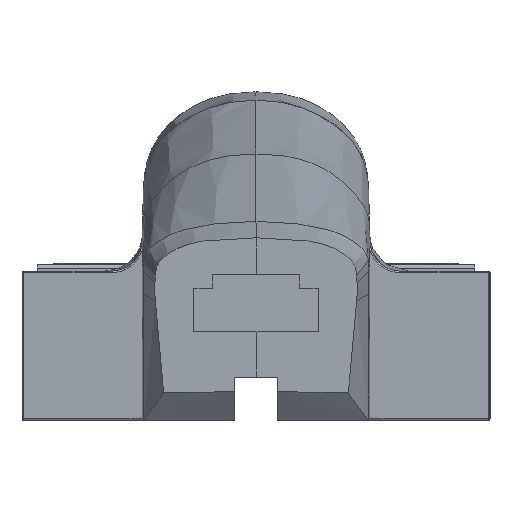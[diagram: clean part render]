
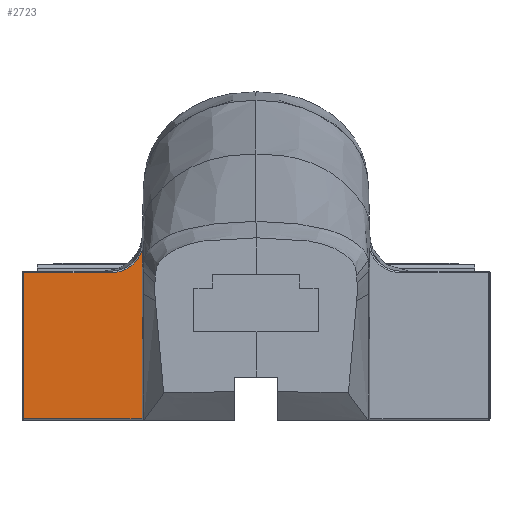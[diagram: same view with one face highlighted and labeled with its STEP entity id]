
A CAD part, front view. The second image highlights one B-rep face of the part: STEP entity #2723.
In plain terms, the highlighted planar face has unit normal (0, -1, 0).
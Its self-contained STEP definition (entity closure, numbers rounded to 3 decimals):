
#31=ELLIPSE('',#2903,4.456,4.456);
#393=FACE_OUTER_BOUND('',#554,.T.);
#554=EDGE_LOOP('',(#2036,#2037,#2038,#2039,#2040));
#746=LINE('',#6830,#947);
#750=LINE('',#7005,#951);
#754=LINE('',#9659,#955);
#755=LINE('',#9660,#956);
#947=VECTOR('',#3177,1.);
#951=VECTOR('',#3205,1.);
#955=VECTOR('',#3223,1.);
#956=VECTOR('',#3224,1.);
#1200=VERTEX_POINT('',#6827);
#1201=VERTEX_POINT('',#6829);
#1209=VERTEX_POINT('',#6996);
#1212=VERTEX_POINT('',#7388);
#1217=VERTEX_POINT('',#9658);
#1495=EDGE_CURVE('',#1201,#1200,#746,.T.);
#1509=EDGE_CURVE('',#1209,#1200,#750,.F.);
#1516=EDGE_CURVE('',#1212,#1209,#31,.T.);
#1531=EDGE_CURVE('',#1217,#1212,#754,.T.);
#1532=EDGE_CURVE('',#1201,#1217,#755,.T.);
#2036=ORIENTED_EDGE('',*,*,#1495,.T.);
#2037=ORIENTED_EDGE('',*,*,#1509,.F.);
#2038=ORIENTED_EDGE('',*,*,#1516,.F.);
#2039=ORIENTED_EDGE('',*,*,#1531,.F.);
#2040=ORIENTED_EDGE('',*,*,#1532,.F.);
#2636=PLANE('',#2908);
#2723=ADVANCED_FACE('',(#393),#2636,.T.);
#2903=AXIS2_PLACEMENT_3D('',#7394,#3210,#3211);
#2908=AXIS2_PLACEMENT_3D('',#9657,#3221,#3222);
#3177=DIRECTION('',(1.,0.,0.));
#3205=DIRECTION('',(0.,0.,1.));
#3210=DIRECTION('center_axis',(0.,-1.,0.));
#3211=DIRECTION('ref_axis',(-0.024,0.,-1.));
#3221=DIRECTION('center_axis',(0.,-1.,0.));
#3222=DIRECTION('ref_axis',(1.,0.,0.));
#3223=DIRECTION('',(1.,0.,0.));
#3224=DIRECTION('',(0.,0.,1.));
#6827=CARTESIAN_POINT('',(-820.825,-59.263,7.165));
#6829=CARTESIAN_POINT('',(-837.301,-59.263,7.165));
#6830=CARTESIAN_POINT('',(-822.748,-59.263,7.165));
#6996=CARTESIAN_POINT('',(-820.825,-59.263,30.599));
#7005=CARTESIAN_POINT('',(-820.825,-59.263,18.882));
#7388=CARTESIAN_POINT('',(-825.08,-59.263,27.465));
#7394=CARTESIAN_POINT('Origin',(-825.08,-59.263,31.922));
#9657=CARTESIAN_POINT('Origin',(-837.5,-59.263,6.965));
#9658=CARTESIAN_POINT('',(-837.301,-59.263,27.465));
#9659=CARTESIAN_POINT('',(-824.528,-59.263,27.465));
#9660=CARTESIAN_POINT('',(-837.301,-59.263,17.315));
